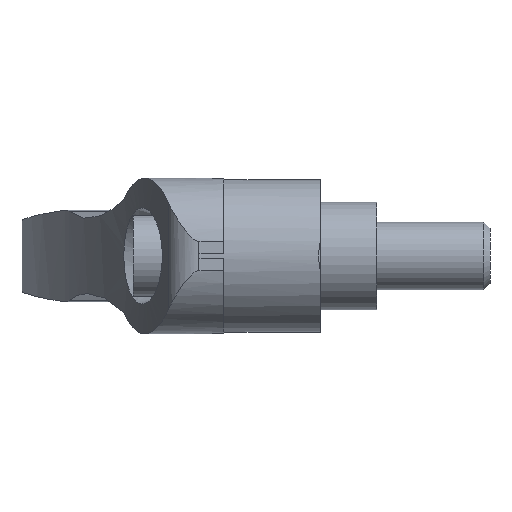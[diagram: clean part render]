
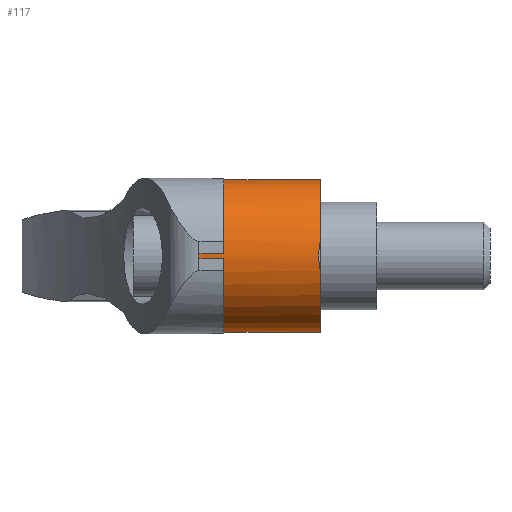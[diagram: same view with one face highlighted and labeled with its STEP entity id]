
A CAD part, left-side view. The second image highlights one B-rep face of the part: STEP entity #117.
In plain terms, the highlighted cylindrical face has radius 13.5 mm (diameter 27 mm), a full revolution.
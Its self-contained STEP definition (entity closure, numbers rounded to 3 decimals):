
#117 = ADVANCED_FACE( '', ( #274, #275 ), #276, .T. );
#274 = FACE_OUTER_BOUND( '', #474, .T. );
#275 = FACE_OUTER_BOUND( '', #475, .T. );
#276 = CYLINDRICAL_SURFACE( '', #476, 13.5 );
#474 = EDGE_LOOP( '', ( #744, #745, #746, #747, #748, #749, #750, #751, #752 ) );
#475 = EDGE_LOOP( '', ( #753, #754 ) );
#476 = AXIS2_PLACEMENT_3D( '', #755, #756, #757 );
#744 = ORIENTED_EDGE( '', *, *, #1198, .T. );
#745 = ORIENTED_EDGE( '', *, *, #1199, .T. );
#746 = ORIENTED_EDGE( '', *, *, #1151, .F. );
#747 = ORIENTED_EDGE( '', *, *, #1200, .T. );
#748 = ORIENTED_EDGE( '', *, *, #1196, .T. );
#749 = ORIENTED_EDGE( '', *, *, #1201, .T. );
#750 = ORIENTED_EDGE( '', *, *, #1202, .T. );
#751 = ORIENTED_EDGE( '', *, *, #1203, .T. );
#752 = ORIENTED_EDGE( '', *, *, #1149, .F. );
#753 = ORIENTED_EDGE( '', *, *, #1204, .T. );
#754 = ORIENTED_EDGE( '', *, *, #1205, .T. );
#755 = CARTESIAN_POINT( '', ( -0.01, 31.5, 0. ) );
#756 = DIRECTION( '', ( 0., -1., 0. ) );
#757 = DIRECTION( '', ( -1., 0., 0. ) );
#1149 = EDGE_CURVE( '', #1363, #1364, #1365, .T. );
#1151 = EDGE_CURVE( '', #1366, #1368, #1369, .T. );
#1196 = EDGE_CURVE( '', #1438, #1443, #1445, .F. );
#1198 = EDGE_CURVE( '', #1363, #1447, #1448, .T. );
#1199 = EDGE_CURVE( '', #1447, #1368, #1449, .F. );
#1200 = EDGE_CURVE( '', #1366, #1438, #1450, .T. );
#1201 = EDGE_CURVE( '', #1443, #1451, #1452, .F. );
#1202 = EDGE_CURVE( '', #1451, #1453, #1454, .T. );
#1203 = EDGE_CURVE( '', #1453, #1364, #1455, .T. );
#1204 = EDGE_CURVE( '', #1456, #1457, #1458, .T. );
#1205 = EDGE_CURVE( '', #1457, #1456, #1459, .T. );
#1363 = VERTEX_POINT( '', #1662 );
#1364 = VERTEX_POINT( '', #1663 );
#1365 = CIRCLE( '', #1664, 13.5 );
#1366 = VERTEX_POINT( '', #1665 );
#1368 = VERTEX_POINT( '', #1668 );
#1369 = CIRCLE( '', #1669, 13.5 );
#1438 = VERTEX_POINT( '', #1849 );
#1443 = VERTEX_POINT( '', #1856 );
#1445 = LINE( '', #1859, #1860 );
#1447 = VERTEX_POINT( '', #1862 );
#1448 = B_SPLINE_CURVE_WITH_KNOTS( '', 3, ( #1863, #1864, #1865, #1866, #1867, #1868, #1869 ), .UNSPECIFIED., .F., .F., ( 4, 3, 4 ), ( 0., 0., 0. ), .UNSPECIFIED. );
#1449 = B_SPLINE_CURVE_WITH_KNOTS( '', 3, ( #1870, #1871, #1872, #1873, #1874, #1875, #1876 ), .UNSPECIFIED., .F., .F., ( 4, 3, 4 ), ( 0., 0., 0. ), .UNSPECIFIED. );
#1450 = B_SPLINE_CURVE_WITH_KNOTS( '', 3, ( #1877, #1878, #1879, #1880 ), .UNSPECIFIED., .F., .F., ( 4, 4 ), ( 0., 0. ), .UNSPECIFIED. );
#1451 = VERTEX_POINT( '', #1881 );
#1452 = CIRCLE( '', #1882, 13.5 );
#1453 = VERTEX_POINT( '', #1883 );
#1454 = LINE( '', #1884, #1885 );
#1455 = B_SPLINE_CURVE_WITH_KNOTS( '', 3, ( #1886, #1887, #1888, #1889 ), .UNSPECIFIED., .F., .F., ( 4, 4 ), ( 0., 0. ), .UNSPECIFIED. );
#1456 = VERTEX_POINT( '', #1890 );
#1457 = VERTEX_POINT( '', #1891 );
#1458 = ELLIPSE( '', #1892, 19.092, 13.5 );
#1459 = CIRCLE( '', #1893, 13.5 );
#1662 = CARTESIAN_POINT( '', ( -13.509, 31.5, 0.131 ) );
#1663 = CARTESIAN_POINT( '', ( -13.499, 31.5, 0.536 ) );
#1664 = AXIS2_PLACEMENT_3D( '', #2352, #2353, #2354 );
#1665 = CARTESIAN_POINT( '', ( -13.499, 31.5, -0.536 ) );
#1668 = CARTESIAN_POINT( '', ( -13.509, 31.5, -0.131 ) );
#1669 = AXIS2_PLACEMENT_3D( '', #2356, #2357, #2358 );
#1849 = CARTESIAN_POINT( '', ( -13.5, 31.414, -0.52 ) );
#1856 = CARTESIAN_POINT( '', ( -13.5, 27., -0.52 ) );
#1859 = CARTESIAN_POINT( '', ( -13.5, 31.5, -0.52 ) );
#1860 = VECTOR( '', #2413, 1000. );
#1862 = CARTESIAN_POINT( '', ( -13.51, 31.414, 0. ) );
#1863 = CARTESIAN_POINT( '', ( -13.509, 31.5, 0.131 ) );
#1864 = CARTESIAN_POINT( '', ( -13.51, 31.475, 0.094 ) );
#1865 = CARTESIAN_POINT( '', ( -13.51, 31.451, 0.057 ) );
#1866 = CARTESIAN_POINT( '', ( -13.51, 31.426, 0.019 ) );
#1867 = CARTESIAN_POINT( '', ( -13.51, 31.422, 0.013 ) );
#1868 = CARTESIAN_POINT( '', ( -13.51, 31.418, 0.006 ) );
#1869 = CARTESIAN_POINT( '', ( -13.51, 31.414, 0. ) );
#1870 = CARTESIAN_POINT( '', ( -13.509, 31.5, -0.131 ) );
#1871 = CARTESIAN_POINT( '', ( -13.51, 31.475, -0.094 ) );
#1872 = CARTESIAN_POINT( '', ( -13.51, 31.451, -0.057 ) );
#1873 = CARTESIAN_POINT( '', ( -13.51, 31.426, -0.019 ) );
#1874 = CARTESIAN_POINT( '', ( -13.51, 31.422, -0.013 ) );
#1875 = CARTESIAN_POINT( '', ( -13.51, 31.418, -0.006 ) );
#1876 = CARTESIAN_POINT( '', ( -13.51, 31.414, 0. ) );
#1877 = CARTESIAN_POINT( '', ( -13.499, 31.5, -0.536 ) );
#1878 = CARTESIAN_POINT( '', ( -13.5, 31.472, -0.525 ) );
#1879 = CARTESIAN_POINT( '', ( -13.5, 31.443, -0.52 ) );
#1880 = CARTESIAN_POINT( '', ( -13.5, 31.414, -0.52 ) );
#1881 = CARTESIAN_POINT( '', ( -13.5, 27., 0.52 ) );
#1882 = AXIS2_PLACEMENT_3D( '', #2414, #2415, #2416 );
#1883 = CARTESIAN_POINT( '', ( -13.5, 31.414, 0.52 ) );
#1884 = CARTESIAN_POINT( '', ( -13.5, 31.5, 0.52 ) );
#1885 = VECTOR( '', #2417, 1000. );
#1886 = CARTESIAN_POINT( '', ( -13.5, 31.414, 0.52 ) );
#1887 = CARTESIAN_POINT( '', ( -13.5, 31.443, 0.52 ) );
#1888 = CARTESIAN_POINT( '', ( -13.5, 31.472, 0.525 ) );
#1889 = CARTESIAN_POINT( '', ( -13.499, 31.5, 0.536 ) );
#1890 = CARTESIAN_POINT( '', ( -13.26, 10., -2.586 ) );
#1891 = CARTESIAN_POINT( '', ( -13.26, 10., 2.586 ) );
#1892 = AXIS2_PLACEMENT_3D( '', #2418, #2419, #2420 );
#1893 = AXIS2_PLACEMENT_3D( '', #2421, #2422, #2423 );
#2352 = CARTESIAN_POINT( '', ( -0.01, 31.5, 0. ) );
#2353 = DIRECTION( '', ( 0., 1., 0. ) );
#2354 = DIRECTION( '', ( -1., 0., 0. ) );
#2356 = CARTESIAN_POINT( '', ( -0.01, 31.5, 0. ) );
#2357 = DIRECTION( '', ( 0., 1., 0. ) );
#2358 = DIRECTION( '', ( -1., 0., 0. ) );
#2413 = DIRECTION( '', ( 0., 1., 0. ) );
#2414 = CARTESIAN_POINT( '', ( -0.01, 27., 0. ) );
#2415 = DIRECTION( '', ( 0., 1., 0. ) );
#2416 = DIRECTION( '', ( 0., 0., 1. ) );
#2417 = DIRECTION( '', ( 0., 1., 0. ) );
#2418 = CARTESIAN_POINT( '', ( -0.01, -3.25, 0. ) );
#2419 = DIRECTION( '', ( 0.707, 0.707, 0. ) );
#2420 = DIRECTION( '', ( -0.707, 0.707, 0. ) );
#2421 = CARTESIAN_POINT( '', ( -0.01, 10., 0. ) );
#2422 = DIRECTION( '', ( 0., 1., 0. ) );
#2423 = DIRECTION( '', ( -1., 0., 0. ) );
